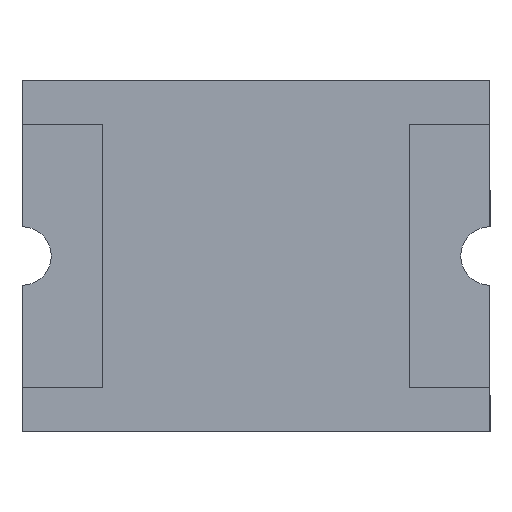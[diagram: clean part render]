
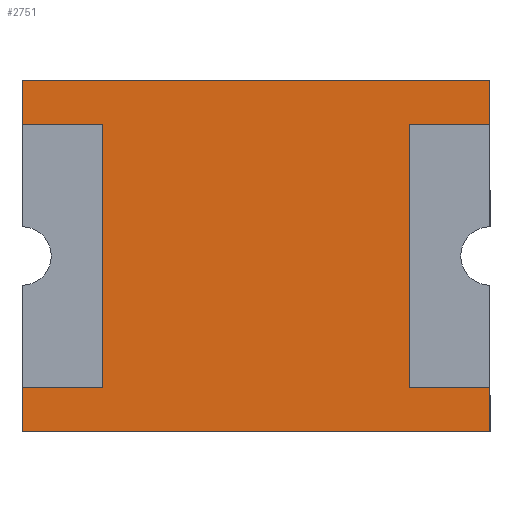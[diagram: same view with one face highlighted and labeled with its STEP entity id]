
A CAD part, front view. The second image highlights one B-rep face of the part: STEP entity #2751.
In plain terms, the highlighted planar face has unit normal (0, -1, 0).
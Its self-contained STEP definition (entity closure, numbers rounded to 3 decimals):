
#177 = ORIENTED_EDGE ( 'NONE', *, *, #20839, .F. ) ;
#178 = ORIENTED_EDGE ( 'NONE', *, *, #20840, .F. ) ;
#179 = ORIENTED_EDGE ( 'NONE', *, *, #20838, .T. ) ;
#180 = ORIENTED_EDGE ( 'NONE', *, *, #20842, .T. ) ;
#181 = ORIENTED_EDGE ( 'NONE', *, *, #20841, .F. ) ;
#182 = ORIENTED_EDGE ( 'NONE', *, *, #20843, .F. ) ;
#183 = ORIENTED_EDGE ( 'NONE', *, *, #2832, .T. ) ;
#184 = ORIENTED_EDGE ( 'NONE', *, *, #20844, .T. ) ;
#2751 = ADVANCED_FACE ( 'NONE', ( #15636 ), #16620, .T. ) ;
#2832 = EDGE_CURVE ( 'NONE', #2975, #2976, #17316, .T. ) ;
#2975 = VERTEX_POINT ( 'NONE', #17492 ) ;
#2976 = VERTEX_POINT ( 'NONE', #17493 ) ;
#3113 = VERTEX_POINT ( 'NONE', #17630 ) ;
#3115 = VERTEX_POINT ( 'NONE', #17632 ) ;
#3116 = VERTEX_POINT ( 'NONE', #17633 ) ;
#3117 = VERTEX_POINT ( 'NONE', #17634 ) ;
#3118 = VERTEX_POINT ( 'NONE', #17635 ) ;
#3119 = VERTEX_POINT ( 'NONE', #17636 ) ;
#3404 = EDGE_LOOP ( 'NONE', ( #177, #179, #178, #181, #180, #182, #183, #184 ) ) ;
#4350 = CIRCLE ( 'NONE', #15829, 0.2 ) ;
#4351 = CIRCLE ( 'NONE', #15833, 0.2 ) ;
#15636 = FACE_OUTER_BOUND ( 'NONE', #3404, .T. ) ;
#15642 = AXIS2_PLACEMENT_3D ( 'NONE', #16621, #16622, #16623 ) ;
#15723 = VECTOR ( 'NONE', #17318, 1000. ) ;
#15829 = AXIS2_PLACEMENT_3D ( 'NONE', #18821, #18840, #18841 ) ;
#15831 = VECTOR ( 'NONE', #18839, 1000. ) ;
#15832 = VECTOR ( 'NONE', #18845, 1000. ) ;
#15833 = AXIS2_PLACEMENT_3D ( 'NONE', #18842, #18849, #18850 ) ;
#15834 = VECTOR ( 'NONE', #18848, 1000. ) ;
#15835 = VECTOR ( 'NONE', #18854, 1000. ) ;
#15836 = VECTOR ( 'NONE', #18857, 1000. ) ;
#16620 = PLANE ( 'NONE',  #15642 ) ;
#16621 = CARTESIAN_POINT ( 'NONE',  ( -3.23, -0.25, 1.2 ) ) ;
#16622 = DIRECTION ( 'NONE',  ( 0., -1., 0. ) ) ;
#16623 = DIRECTION ( 'NONE',  ( 0., 0., -1. ) ) ;
#17316 = LINE ( 'NONE', #17317, #15723 ) ;
#17317 = CARTESIAN_POINT ( 'NONE',  ( -3.23, -0.25, 1.2 ) ) ;
#17318 = DIRECTION ( 'NONE',  ( -1., 0., 0. ) ) ;
#17492 = CARTESIAN_POINT ( 'NONE',  ( 1.6, -0.25, 1.2 ) ) ;
#17493 = CARTESIAN_POINT ( 'NONE',  ( -1.6, -0.25, 1.2 ) ) ;
#17630 = CARTESIAN_POINT ( 'NONE',  ( -1.6, -0.25, -0.2 ) ) ;
#17632 = CARTESIAN_POINT ( 'NONE',  ( -1.6, -0.25, -1.2 ) ) ;
#17633 = CARTESIAN_POINT ( 'NONE',  ( -1.6, -0.25, 0.2 ) ) ;
#17634 = CARTESIAN_POINT ( 'NONE',  ( 1.6, -0.25, -1.2 ) ) ;
#17635 = CARTESIAN_POINT ( 'NONE',  ( 1.6, -0.25, -0.2 ) ) ;
#17636 = CARTESIAN_POINT ( 'NONE',  ( 1.6, -0.25, 0.2 ) ) ;
#18821 = CARTESIAN_POINT ( 'NONE',  ( -1.6, -0.25, 0. ) ) ;
#18837 = LINE ( 'NONE', #18838, #15831 ) ;
#18838 = CARTESIAN_POINT ( 'NONE',  ( -1.6, -0.25, 1.2 ) ) ;
#18839 = DIRECTION ( 'NONE',  ( 0., 0., -1. ) ) ;
#18840 = DIRECTION ( 'NONE',  ( 0., -1., 0. ) ) ;
#18841 = DIRECTION ( 'NONE',  ( 0., 0., -1. ) ) ;
#18842 = CARTESIAN_POINT ( 'NONE',  ( 1.6, -0.25, 0. ) ) ;
#18843 = LINE ( 'NONE', #18844, #15832 ) ;
#18844 = CARTESIAN_POINT ( 'NONE',  ( -3.23, -0.25, -1.2 ) ) ;
#18845 = DIRECTION ( 'NONE',  ( -1., 0., 0. ) ) ;
#18846 = LINE ( 'NONE', #18847, #15834 ) ;
#18847 = CARTESIAN_POINT ( 'NONE',  ( 1.6, -0.25, 1.2 ) ) ;
#18848 = DIRECTION ( 'NONE',  ( 0., 0., -1. ) ) ;
#18849 = DIRECTION ( 'NONE',  ( 0., 1., 0. ) ) ;
#18850 = DIRECTION ( 'NONE',  ( 0., 0., -1. ) ) ;
#18852 = LINE ( 'NONE', #18853, #15835 ) ;
#18853 = CARTESIAN_POINT ( 'NONE',  ( 1.6, -0.25, 1.2 ) ) ;
#18854 = DIRECTION ( 'NONE',  ( 0., 0., -1. ) ) ;
#18855 = LINE ( 'NONE', #18856, #15836 ) ;
#18856 = CARTESIAN_POINT ( 'NONE',  ( -1.6, -0.25, 1.2 ) ) ;
#18857 = DIRECTION ( 'NONE',  ( 0., 0., -1. ) ) ;
#20838 = EDGE_CURVE ( 'NONE', #3113, #3115, #18837, .T. ) ;
#20839 = EDGE_CURVE ( 'NONE', #3113, #3116, #4350, .T. ) ;
#20840 = EDGE_CURVE ( 'NONE', #3117, #3115, #18843, .T. ) ;
#20841 = EDGE_CURVE ( 'NONE', #3118, #3117, #18846, .T. ) ;
#20842 = EDGE_CURVE ( 'NONE', #3118, #3119, #4351, .T. ) ;
#20843 = EDGE_CURVE ( 'NONE', #2975, #3119, #18852, .T. ) ;
#20844 = EDGE_CURVE ( 'NONE', #2976, #3116, #18855, .T. ) ;
